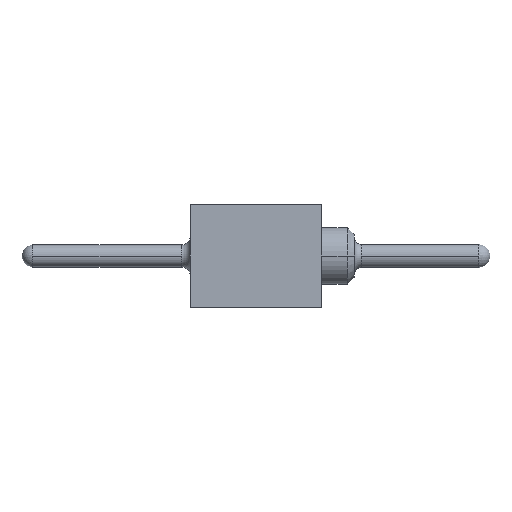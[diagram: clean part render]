
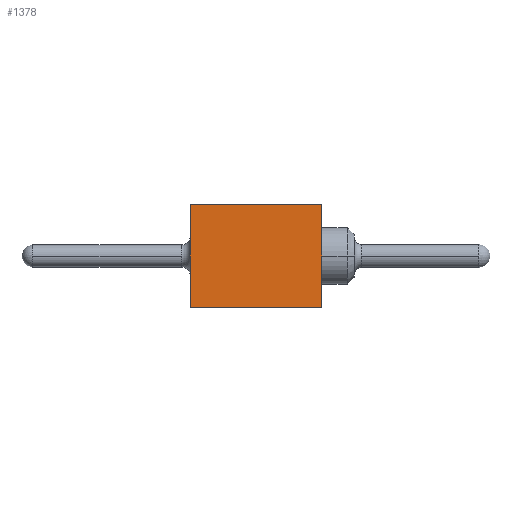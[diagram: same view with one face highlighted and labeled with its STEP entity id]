
A CAD part, left-side view. The second image highlights one B-rep face of the part: STEP entity #1378.
In plain terms, the highlighted planar face has unit normal (-1, 0, 0).
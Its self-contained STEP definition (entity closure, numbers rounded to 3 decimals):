
#1378=ADVANCED_FACE('',(#3579),#3580,.T.);
#2582=VERTEX_POINT('',#4793);
#2586=VERTEX_POINT('',#4797);
#2588=EDGE_CURVE('',#2586,#2582,#4799,.T.);
#2984=VERTEX_POINT('',#5195);
#2988=EDGE_CURVE('',#2984,#2582,#5199,.T.);
#2998=VERTEX_POINT('',#5209);
#3000=EDGE_CURVE('',#2998,#2586,#5211,.T.);
#3004=EDGE_CURVE('',#2998,#2984,#5215,.T.);
#3579=FACE_OUTER_BOUND('',#5780,.T.);
#3580=PLANE('',#5781);
#4793=CARTESIAN_POINT('',(-8.0,2.8,-1.1));
#4797=CARTESIAN_POINT('',(-8.0,2.8,1.1));
#4799=LINE('',#7465,#7466);
#5195=CARTESIAN_POINT('',(-8.0,0.,-1.1));
#5199=LINE('',#8115,#8116);
#5209=CARTESIAN_POINT('',(-8.0,0.,1.1));
#5211=LINE('',#8135,#8136);
#5215=LINE('',#8143,#8144);
#5780=EDGE_LOOP('',(#9755,#9756,#9757,#9758));
#5781=AXIS2_PLACEMENT_3D('',#9759,#9760,#9761);
#7465=CARTESIAN_POINT('',(-8.0,2.8,1.1));
#7466=VECTOR('',#10674,1.0);
#8115=CARTESIAN_POINT('',(-8.0,0.,-1.1));
#8116=VECTOR('',#10799,1.0);
#8135=CARTESIAN_POINT('',(-8.0,0.,1.1));
#8136=VECTOR('',#10803,1.0);
#8143=CARTESIAN_POINT('',(-8.0,0.,1.1));
#8144=VECTOR('',#10805,1.0);
#9755=ORIENTED_EDGE('',*,*,#2588,.T.);
#9756=ORIENTED_EDGE('',*,*,#2988,.F.);
#9757=ORIENTED_EDGE('',*,*,#3004,.F.);
#9758=ORIENTED_EDGE('',*,*,#3000,.T.);
#9759=CARTESIAN_POINT('',(-8.0,0.,1.1));
#9760=DIRECTION('',(-1.0,0.,0.));
#9761=DIRECTION('',(0.,0.0,1.0));
#10674=DIRECTION('',(0.,0.,-1.0));
#10799=DIRECTION('',(0.0,1.0,0.));
#10803=DIRECTION('',(0.0,1.0,0.));
#10805=DIRECTION('',(0.,0.,-1.0));
